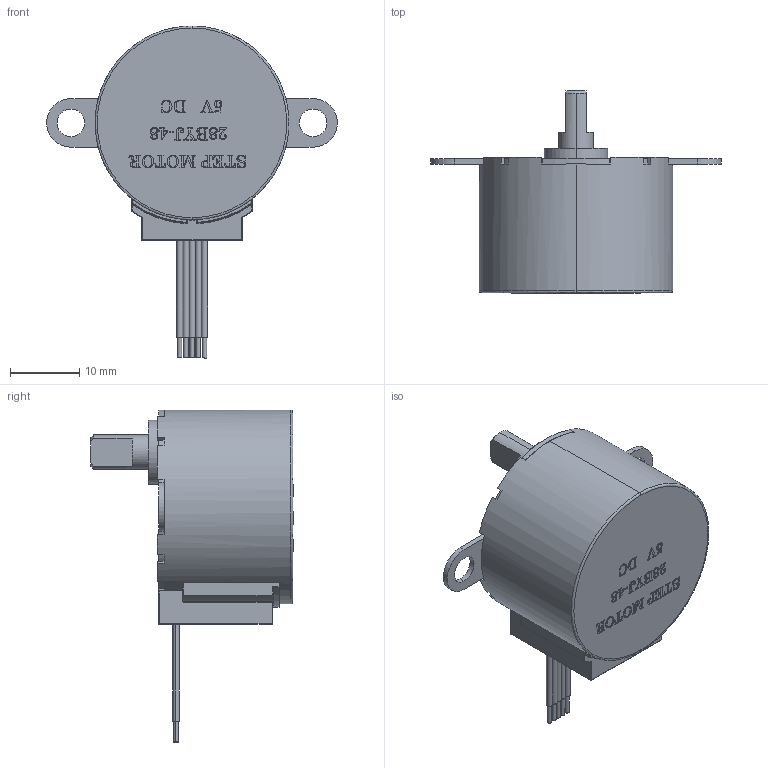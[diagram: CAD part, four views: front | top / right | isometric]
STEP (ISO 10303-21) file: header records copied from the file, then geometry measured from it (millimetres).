
FILE_DESCRIPTION (( 'STEP AP214' ), '1' );
FILE_NAME ('28BYJ-48.STEP', '2018-08-06T19:08:52', ( 'Pc' ), ( '' ), 'SwSTEP 2.0', 'SolidWorks 2017', '' );
FILE_SCHEMA (( 'AUTOMOTIVE_DESIGN' ));
Length unit declared in the file: millimetre
Products named in the file (7): 28BYJ-48-003; 28BYJ-48-002; 28BYJ-48-005; 28BYJ-48; 28BYJ-48-001; 28BYJ-48-007; 28BYJ-48-006
Assembly tree (6 placements, depth 2):
  28BYJ-48
    28BYJ-48-005
    28BYJ-48-003
    28BYJ-48-002
    28BYJ-48-001
    28BYJ-48-007
    28BYJ-48-006
Bounding box: 42 x 29.25 x 47.98 mm (x, y, z)
Volume: 2884.8 mm3; surface area: 7767.1 mm2
Topology: 10 solids, 10 shells, 692 faces, 1853 edges, 1210 vertices
Faces by surface type: plane 344, bspline 233, cylinder 88, torus 14, sphere 10, cone 3
Entity records: 38380 total; most frequent: CARTESIAN_POINT 16955, ORIENTED_EDGE 3686, DIRECTION 2530, EDGE_CURVE 1843, VERTEX_POINT 1210, LINE 1114, VECTOR 1114, EDGE_LOOP 747
